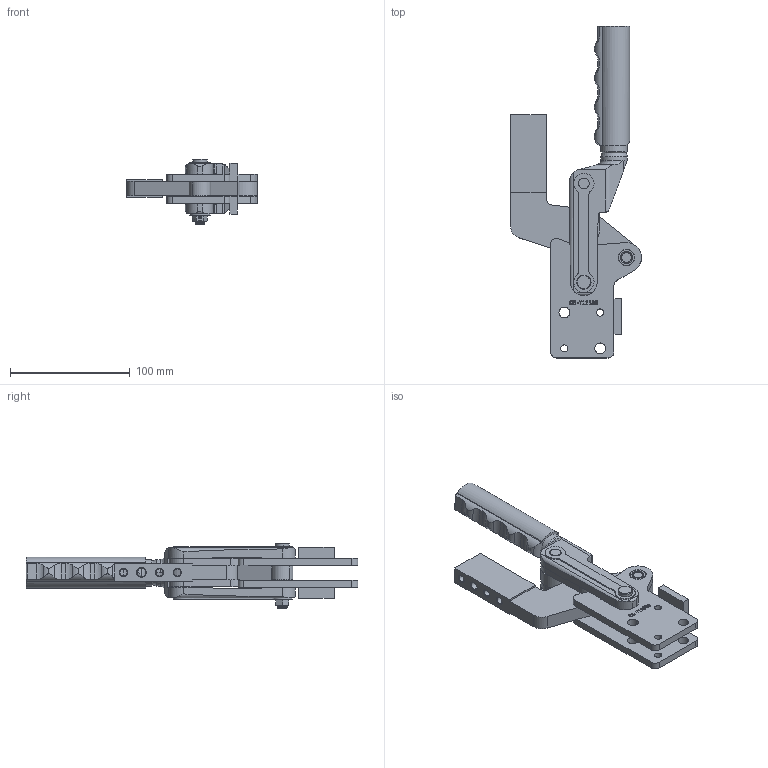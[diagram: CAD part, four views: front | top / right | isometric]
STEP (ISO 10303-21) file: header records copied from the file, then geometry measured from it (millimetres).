
FILE_DESCRIPTION (( 'STEP AP203' ), '1' );
FILE_NAME ('CH-71230B.STEP', '2017-12-10T02:39:22', ( 'Windows' ), ( 'Microsoft' ), 'SwSTEP 2.0', 'SolidWorks 2015', '' );
FILE_SCHEMA (( 'CONFIG_CONTROL_DESIGN' ));
Length unit declared in the file: millimetre
Products named in the file (14): ｶﾌ_ﾄｬﾈﾏ_1; 底座反_默认; ﾌﾗ_ﾄｬﾈﾏ_1; 隔套_默认_1; 螺母_默认_1; 镶套1_默认_1; 底座正_默认; 手柄_默认_1; 螺杆_默认_1; 连杆_默认_1; CH-71230B; ｳ､_ﾄｬﾈﾏ_1; 压把_默认_1; 复件 体_默认_1
Assembly tree (22 placements, depth 2):
  CH-71230B
    底座反_默认
    隔套_默认_1
    镶套1_默认_1  x8
    手柄_默认_1
    连杆_默认_1  x2
    ｳ､_ﾄｬﾈﾏ_1
    压把_默认_1
    复件 体_默认_1
    ｶﾌ_ﾄｬﾈﾏ_1  x2
    ﾌﾗ_ﾄｬﾈﾏ_1
    螺母_默认_1
    底座正_默认
    螺杆_默认_1
Bounding box: 109.5 x 277.5 x 55 mm (x, y, z)
Volume: 295668.8 mm3; surface area: 113353.9 mm2
Topology: 22 solids, 22 shells, 782 faces, 2038 edges, 1324 vertices
Faces by surface type: plane 292, cylinder 259, cone 143, bspline 88
Entity records: 31773 total; most frequent: CARTESIAN_POINT 14264, ORIENTED_EDGE 3544, DIRECTION 2849, EDGE_CURVE 1772, VERTEX_POINT 1160, VECTOR 987, LINE 987, AXIS2_PLACEMENT_3D 931
